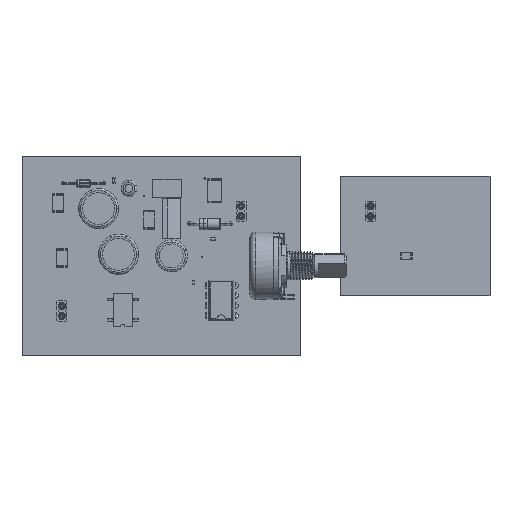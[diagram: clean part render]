
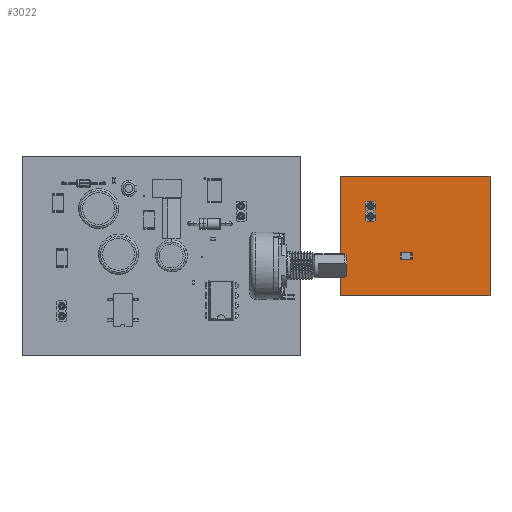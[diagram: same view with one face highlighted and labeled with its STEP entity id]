
A CAD part, top view. The second image highlights one B-rep face of the part: STEP entity #3022.
In plain terms, the highlighted face is planar.
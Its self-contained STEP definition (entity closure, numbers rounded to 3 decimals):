
#2755 = VERTEX_POINT('',#2756);
#2756 = CARTESIAN_POINT('',(47.5,45.,0.775));
#2762 = EDGE_CURVE('',#2755,#2763,#2765,.T.);
#2763 = VERTEX_POINT('',#2764);
#2764 = CARTESIAN_POINT('',(10.,45.,0.775));
#2765 = LINE('',#2766,#2767);
#2766 = CARTESIAN_POINT('',(47.5,45.,0.775));
#2767 = VECTOR('',#2768,1.);
#2768 = DIRECTION('',(-1.,0.,0.));
#2795 = VERTEX_POINT('',#2796);
#2796 = CARTESIAN_POINT('',(47.5,15.,0.775));
#2802 = EDGE_CURVE('',#2795,#2755,#2803,.T.);
#2803 = LINE('',#2804,#2805);
#2804 = CARTESIAN_POINT('',(47.5,15.,0.775));
#2805 = VECTOR('',#2806,1.);
#2806 = DIRECTION('',(0.,1.,0.));
#2824 = EDGE_CURVE('',#2763,#2825,#2827,.T.);
#2825 = VERTEX_POINT('',#2826);
#2826 = CARTESIAN_POINT('',(10.,15.,0.775));
#2827 = LINE('',#2828,#2829);
#2828 = CARTESIAN_POINT('',(10.,45.,0.775));
#2829 = VECTOR('',#2830,1.);
#2830 = DIRECTION('',(0.,-1.,0.));
#2855 = EDGE_CURVE('',#2825,#2795,#2856,.T.);
#2856 = LINE('',#2857,#2858);
#2857 = CARTESIAN_POINT('',(10.,15.,0.775));
#2858 = VECTOR('',#2859,1.);
#2859 = DIRECTION('',(1.,0.,0.));
#2888 = VERTEX_POINT('',#2889);
#2889 = CARTESIAN_POINT('',(18.008,34.96,0.775));
#2895 = EDGE_CURVE('',#2896,#2888,#2898,.T.);
#2896 = VERTEX_POINT('',#2897);
#2897 = CARTESIAN_POINT('',(16.992,34.96,0.775));
#2898 = CIRCLE('',#2899,0.508);
#2899 = AXIS2_PLACEMENT_3D('',#2900,#2901,#2902);
#2900 = CARTESIAN_POINT('',(17.5,34.96,0.775));
#2901 = DIRECTION('',(0.,0.,1.));
#2902 = DIRECTION('',(1.,0.,0.));
#2917 = EDGE_CURVE('',#2888,#2896,#2918,.T.);
#2918 = CIRCLE('',#2919,0.508);
#2919 = AXIS2_PLACEMENT_3D('',#2920,#2921,#2922);
#2920 = CARTESIAN_POINT('',(17.5,34.96,0.775));
#2921 = DIRECTION('',(0.,0.,1.));
#2922 = DIRECTION('',(1.,0.,0.));
#2953 = VERTEX_POINT('',#2954);
#2954 = CARTESIAN_POINT('',(18.008,37.5,0.775));
#2960 = EDGE_CURVE('',#2961,#2953,#2963,.T.);
#2961 = VERTEX_POINT('',#2962);
#2962 = CARTESIAN_POINT('',(16.992,37.5,0.775));
#2963 = CIRCLE('',#2964,0.508);
#2964 = AXIS2_PLACEMENT_3D('',#2965,#2966,#2967);
#2965 = CARTESIAN_POINT('',(17.5,37.5,0.775));
#2966 = DIRECTION('',(0.,0.,1.));
#2967 = DIRECTION('',(1.,0.,0.));
#2982 = EDGE_CURVE('',#2953,#2961,#2983,.T.);
#2983 = CIRCLE('',#2984,0.508);
#2984 = AXIS2_PLACEMENT_3D('',#2985,#2986,#2987);
#2985 = CARTESIAN_POINT('',(17.5,37.5,0.775));
#2986 = DIRECTION('',(0.,0.,1.));
#2987 = DIRECTION('',(1.,0.,0.));
#3022 = ADVANCED_FACE('',(#3023,#3029,#3033),#3037,.T.);
#3023 = FACE_BOUND('',#3024,.T.);
#3024 = EDGE_LOOP('',(#3025,#3026,#3027,#3028));
#3025 = ORIENTED_EDGE('',*,*,#2762,.F.);
#3026 = ORIENTED_EDGE('',*,*,#2802,.F.);
#3027 = ORIENTED_EDGE('',*,*,#2855,.F.);
#3028 = ORIENTED_EDGE('',*,*,#2824,.F.);
#3029 = FACE_BOUND('',#3030,.T.);
#3030 = EDGE_LOOP('',(#3031,#3032));
#3031 = ORIENTED_EDGE('',*,*,#2917,.T.);
#3032 = ORIENTED_EDGE('',*,*,#2895,.T.);
#3033 = FACE_BOUND('',#3034,.T.);
#3034 = EDGE_LOOP('',(#3035,#3036));
#3035 = ORIENTED_EDGE('',*,*,#2982,.T.);
#3036 = ORIENTED_EDGE('',*,*,#2960,.T.);
#3037 = PLANE('',#3038);
#3038 = AXIS2_PLACEMENT_3D('',#3039,#3040,#3041);
#3039 = CARTESIAN_POINT('',(47.5,45.,0.775));
#3040 = DIRECTION('',(0.,0.,-1.));
#3041 = DIRECTION('',(-1.,0.,0.));
